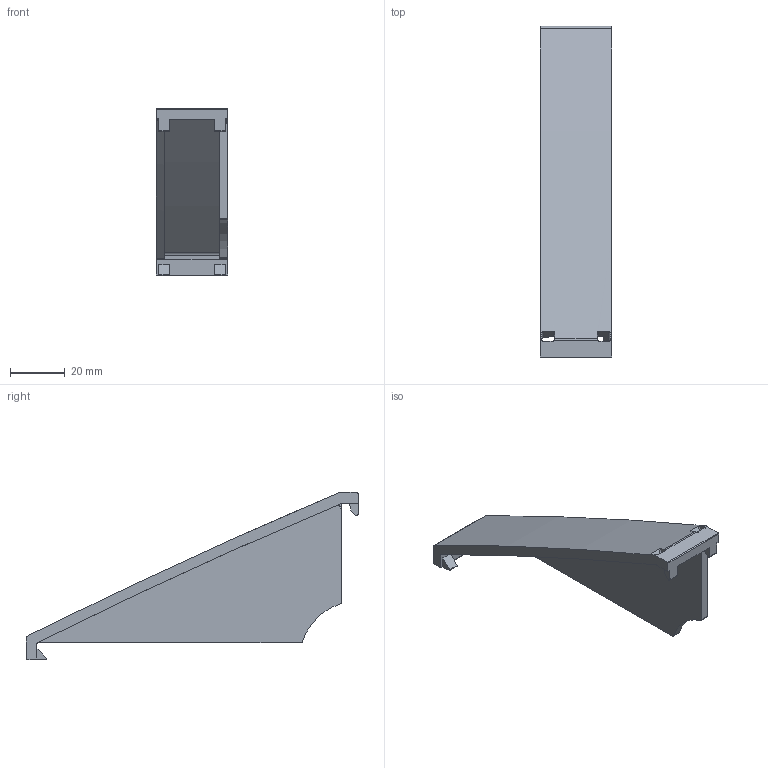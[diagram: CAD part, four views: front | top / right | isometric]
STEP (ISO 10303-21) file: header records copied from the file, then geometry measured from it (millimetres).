
FILE_DESCRIPTION(/* description */ ('STEP AP214'),/* implementation_level */ '2;1');
FILE_NAME(/* name */ '093WA1171L',/* time_stamp */ '2022-09-13T12:00:43+02:00',/* author */ ('License CC BY-ND 4.0'),/* organization */ ('CADENAS'),/* preprocessor_version */ 'ST-DEVELOPER v18.102',/* originating_system */ 'PARTsolutions',/* authorisation */ ' ');
FILE_SCHEMA (('AUTOMOTIVE_DESIGN {1 0 10303 214 3 1 1}'));
Length unit declared in the file: millimetre
Products named in the file (1): 093WA1171L
Bounding box: 26.2 x 120.84 x 60.82 mm (x, y, z)
Volume: 17651.3 mm3; surface area: 14759.5 mm2
Topology: 1 solids, 1 shells, 75 faces, 231 edges, 154 vertices
Faces by surface type: plane 41, cylinder 34
Entity records: 2649 total; most frequent: CARTESIAN_POINT 488, ORIENTED_EDGE 462, DIRECTION 451, EDGE_CURVE 231, VERTEX_POINT 154, AXIS2_PLACEMENT_3D 153, LINE 145, VECTOR 145
